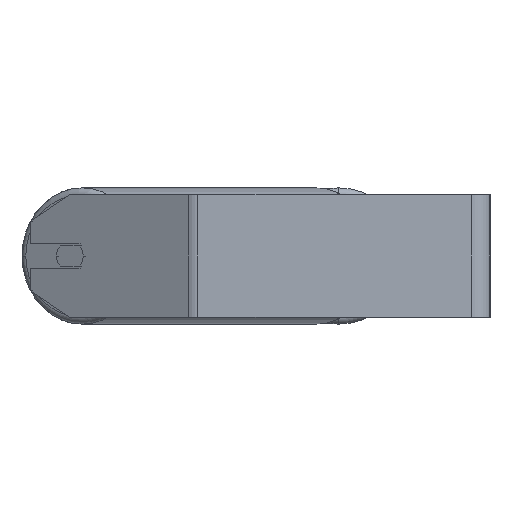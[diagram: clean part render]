
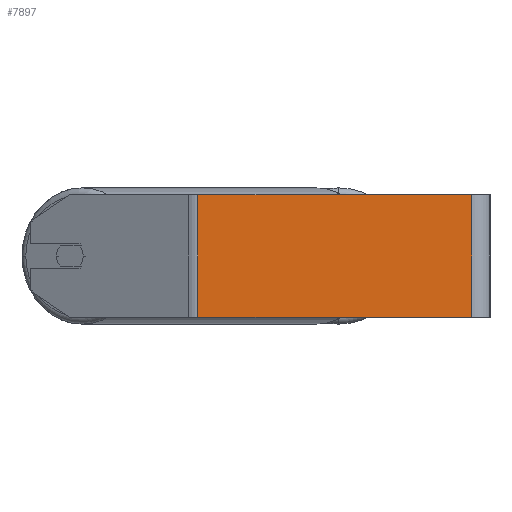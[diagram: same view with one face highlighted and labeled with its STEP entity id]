
A CAD part, left-side view. The second image highlights one B-rep face of the part: STEP entity #7897.
In plain terms, the highlighted planar face has unit normal (-1, 0, 0).
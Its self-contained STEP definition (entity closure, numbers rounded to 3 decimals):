
#210 = ORIENTED_EDGE ( 'NONE', *, *, #1556, .F. ) ;
#283 = LINE ( 'NONE', #8432, #4300 ) ;
#1093 = ORIENTED_EDGE ( 'NONE', *, *, #6330, .T. ) ;
#1412 = VERTEX_POINT ( 'NONE', #7255 ) ;
#1513 = VECTOR ( 'NONE', #5661, 1000. ) ;
#1556 = EDGE_CURVE ( 'NONE', #1648, #2717, #283, .T. ) ;
#1648 = VERTEX_POINT ( 'NONE', #6977 ) ;
#1786 = CARTESIAN_POINT ( 'NONE',  ( -525., 190.701, 40. ) ) ;
#2242 = CARTESIAN_POINT ( 'NONE',  ( -525., 193.916, 40. ) ) ;
#2388 = CARTESIAN_POINT ( 'NONE',  ( -525., 193.916, -40. ) ) ;
#2471 = EDGE_LOOP ( 'NONE', ( #6906, #210, #4540, #1093 ) ) ;
#2717 = VERTEX_POINT ( 'NONE', #6222 ) ;
#2805 = DIRECTION ( 'NONE',  ( 1., 0., 0. ) ) ;
#2966 = CARTESIAN_POINT ( 'NONE',  ( -525., 190.701, -40. ) ) ;
#3217 = VECTOR ( 'NONE', #6453, 1000. ) ;
#3757 = LINE ( 'NONE', #2388, #5881 ) ;
#3781 = LINE ( 'NONE', #1786, #3217 ) ;
#4300 = VECTOR ( 'NONE', #5693, 1000. ) ;
#4311 = EDGE_CURVE ( 'NONE', #4419, #2717, #3757, .T. ) ;
#4419 = VERTEX_POINT ( 'NONE', #2966 ) ;
#4474 = DIRECTION ( 'NONE',  ( 0., -1., 0. ) ) ;
#4540 = ORIENTED_EDGE ( 'NONE', *, *, #7027, .F. ) ;
#4839 = CARTESIAN_POINT ( 'NONE',  ( -525., 193.916, 40. ) ) ;
#5510 = DIRECTION ( 'NONE',  ( 0., 1., 0. ) ) ;
#5661 = DIRECTION ( 'NONE',  ( 0., -1., 0. ) ) ;
#5693 = DIRECTION ( 'NONE',  ( 0., 0., -1. ) ) ;
#5881 = VECTOR ( 'NONE', #4474, 1000. ) ;
#6222 = CARTESIAN_POINT ( 'NONE',  ( -525., 12., -40. ) ) ;
#6264 = FACE_OUTER_BOUND ( 'NONE', #2471, .T. ) ;
#6289 = LINE ( 'NONE', #2242, #1513 ) ;
#6308 = PLANE ( 'NONE',  #8331 ) ;
#6330 = EDGE_CURVE ( 'NONE', #1412, #4419, #3781, .T. ) ;
#6453 = DIRECTION ( 'NONE',  ( 0., 0., -1. ) ) ;
#6906 = ORIENTED_EDGE ( 'NONE', *, *, #4311, .T. ) ;
#6977 = CARTESIAN_POINT ( 'NONE',  ( -525., 12., 40. ) ) ;
#7027 = EDGE_CURVE ( 'NONE', #1412, #1648, #6289, .T. ) ;
#7255 = CARTESIAN_POINT ( 'NONE',  ( -525., 190.701, 40. ) ) ;
#7897 = ADVANCED_FACE ( 'NONE', ( #6264 ), #6308, .F. ) ;
#8331 = AXIS2_PLACEMENT_3D ( 'NONE', #4839, #2805, #5510 ) ;
#8432 = CARTESIAN_POINT ( 'NONE',  ( -525., 12., 40. ) ) ;
